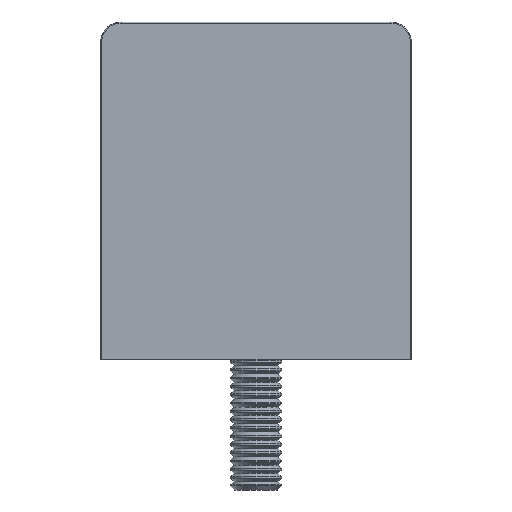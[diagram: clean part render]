
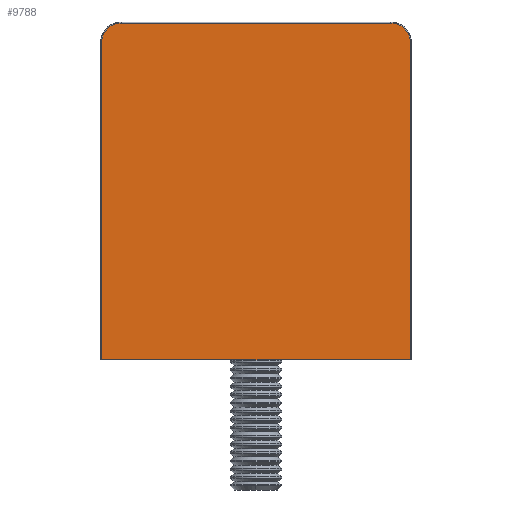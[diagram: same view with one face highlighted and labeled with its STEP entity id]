
A CAD part, left-side view. The second image highlights one B-rep face of the part: STEP entity #9788.
In plain terms, the highlighted planar face has unit normal (-1, 0, 0).
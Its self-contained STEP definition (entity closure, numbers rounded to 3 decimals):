
#2152 = DIRECTION ( 'NONE',  ( 0., 0., 1. ) ) ;
#2894 = LINE ( 'NONE', #23707, #31965 ) ;
#4079 = CIRCLE ( 'NONE', #24722, 1.9 ) ;
#4366 = CARTESIAN_POINT ( 'NONE',  ( 0., -14.9, 28. ) ) ;
#4446 = CARTESIAN_POINT ( 'NONE',  ( 0., 0., 0. ) ) ;
#5632 = DIRECTION ( 'NONE',  ( -1., 0., 0. ) ) ;
#7632 = DIRECTION ( 'NONE',  ( 0., 1., 0. ) ) ;
#9788 = ADVANCED_FACE ( 'NONE', ( #10879 ), #22361, .T. ) ;
#10582 = CARTESIAN_POINT ( 'NONE',  ( 0., -15., -2.605 ) ) ;
#10879 = FACE_OUTER_BOUND ( 'NONE', #17610, .T. ) ;
#10951 = EDGE_CURVE ( 'NONE', #37772, #18875, #19568, .T. ) ;
#11542 = LINE ( 'NONE', #11718, #30070 ) ;
#11718 = CARTESIAN_POINT ( 'NONE',  ( 0., -14.9, 28. ) ) ;
#11729 = VECTOR ( 'NONE', #22203, 1000. ) ;
#12233 = DIRECTION ( 'NONE',  ( 0., 0., 1. ) ) ;
#12892 = ORIENTED_EDGE ( 'NONE', *, *, #10951, .F. ) ;
#13880 = CARTESIAN_POINT ( 'NONE',  ( 0., 14.9, 28. ) ) ;
#15004 = VERTEX_POINT ( 'NONE', #22907 ) ;
#16155 = EDGE_CURVE ( 'NONE', #27340, #15004, #36465, .T. ) ;
#17610 = EDGE_LOOP ( 'NONE', ( #12892, #25645, #32121, #30223, #38020, #32527 ) ) ;
#17963 = EDGE_CURVE ( 'NONE', #29418, #23207, #4079, .T. ) ;
#18875 = VERTEX_POINT ( 'NONE', #37727 ) ;
#19568 = LINE ( 'NONE', #10582, #11729 ) ;
#22203 = DIRECTION ( 'NONE',  ( 0., 1., 0. ) ) ;
#22306 = AXIS2_PLACEMENT_3D ( 'NONE', #31945, #38171, #23144 ) ;
#22361 = PLANE ( 'NONE',  #28908 ) ;
#22907 = CARTESIAN_POINT ( 'NONE',  ( 0., -13., 29.9 ) ) ;
#23040 = CARTESIAN_POINT ( 'NONE',  ( 0., 13., 28. ) ) ;
#23144 = DIRECTION ( 'NONE',  ( 0., 0., 1. ) ) ;
#23207 = VERTEX_POINT ( 'NONE', #13880 ) ;
#23707 = CARTESIAN_POINT ( 'NONE',  ( 0., 14.9, -2.605 ) ) ;
#24722 = AXIS2_PLACEMENT_3D ( 'NONE', #23040, #5632, #2152 ) ;
#25645 = ORIENTED_EDGE ( 'NONE', *, *, #33132, .T. ) ;
#26222 = CARTESIAN_POINT ( 'NONE',  ( 0., -14.9, -2.605 ) ) ;
#27340 = VERTEX_POINT ( 'NONE', #4366 ) ;
#27974 = CARTESIAN_POINT ( 'NONE',  ( 0., 13., 29.9 ) ) ;
#28908 = AXIS2_PLACEMENT_3D ( 'NONE', #4446, #37121, #30918 ) ;
#29418 = VERTEX_POINT ( 'NONE', #27974 ) ;
#29946 = VECTOR ( 'NONE', #7632, 1000. ) ;
#30070 = VECTOR ( 'NONE', #12233, 1000. ) ;
#30223 = ORIENTED_EDGE ( 'NONE', *, *, #36087, .T. ) ;
#30918 = DIRECTION ( 'NONE',  ( 0., 0., 1. ) ) ;
#31625 = EDGE_CURVE ( 'NONE', #23207, #18875, #2894, .T. ) ;
#31945 = CARTESIAN_POINT ( 'NONE',  ( 0., -13., 28. ) ) ;
#31965 = VECTOR ( 'NONE', #32497, 1000. ) ;
#32121 = ORIENTED_EDGE ( 'NONE', *, *, #16155, .T. ) ;
#32497 = DIRECTION ( 'NONE',  ( 0., 0., -1. ) ) ;
#32527 = ORIENTED_EDGE ( 'NONE', *, *, #31625, .T. ) ;
#33132 = EDGE_CURVE ( 'NONE', #37772, #27340, #11542, .T. ) ;
#33695 = CARTESIAN_POINT ( 'NONE',  ( 0., 13., 29.9 ) ) ;
#36087 = EDGE_CURVE ( 'NONE', #15004, #29418, #38248, .T. ) ;
#36465 = CIRCLE ( 'NONE', #22306, 1.9 ) ;
#37121 = DIRECTION ( 'NONE',  ( -1., 0., 0. ) ) ;
#37727 = CARTESIAN_POINT ( 'NONE',  ( 0., 14.9, -2.605 ) ) ;
#37772 = VERTEX_POINT ( 'NONE', #26222 ) ;
#38020 = ORIENTED_EDGE ( 'NONE', *, *, #17963, .T. ) ;
#38171 = DIRECTION ( 'NONE',  ( -1., 0., 0. ) ) ;
#38248 = LINE ( 'NONE', #33695, #29946 ) ;
